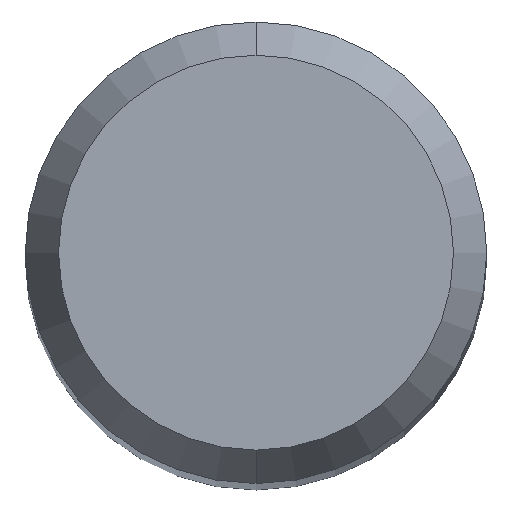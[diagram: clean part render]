
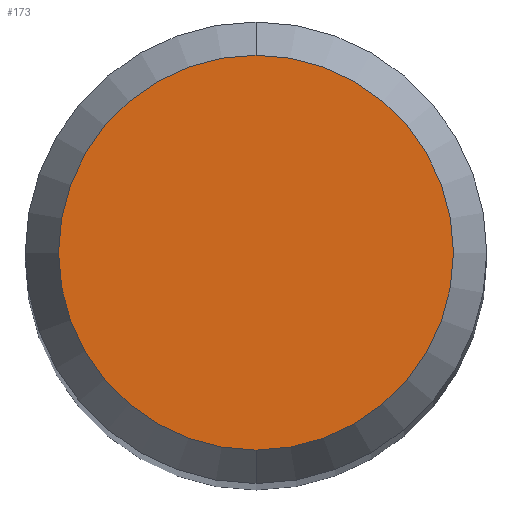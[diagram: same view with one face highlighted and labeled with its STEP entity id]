
A CAD part, top view. The second image highlights one B-rep face of the part: STEP entity #173.
In plain terms, the highlighted planar face has unit normal (0, 0, 1).
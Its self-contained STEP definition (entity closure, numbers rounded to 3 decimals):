
#151=VERTEX_POINT('',#359);
#173=ADVANCED_FACE('',(#381),#382,.T.);
#183=EDGE_CURVE('',#209,#151,#394,.T.);
#209=VERTEX_POINT('',#426);
#237=EDGE_CURVE('',#151,#209,#459,.T.);
#359=CARTESIAN_POINT('',(0.0,1.358,0.01));
#381=FACE_OUTER_BOUND('',#620,.T.);
#382=PLANE('',#621);
#394=CIRCLE('',#634,1.358);
#426=CARTESIAN_POINT('',(0.,-1.358,0.01));
#459=CIRCLE('',#716,1.358);
#620=EDGE_LOOP('',(#882,#883));
#621=AXIS2_PLACEMENT_3D('',#884,#885,#886);
#634=AXIS2_PLACEMENT_3D('',#903,#904,#905);
#716=AXIS2_PLACEMENT_3D('',#998,#999,#1000);
#882=ORIENTED_EDGE('',*,*,#237,.F.);
#883=ORIENTED_EDGE('',*,*,#183,.F.);
#884=CARTESIAN_POINT('',(0.0,0.679,0.01));
#885=DIRECTION('',(-0.0,0.0,1.0));
#886=DIRECTION('',(0.0,-1.0,0.0));
#903=CARTESIAN_POINT('',(0.0,0.0,0.01));
#904=DIRECTION('',(0.0,0.0,-1.0));
#905=DIRECTION('',(0.0,1.0,0.0));
#998=CARTESIAN_POINT('',(0.0,0.0,0.01));
#999=DIRECTION('',(0.0,0.0,-1.0));
#1000=DIRECTION('',(0.0,1.0,0.0));
